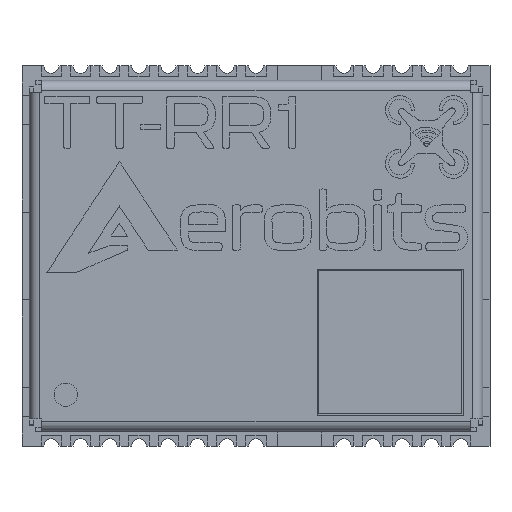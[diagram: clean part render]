
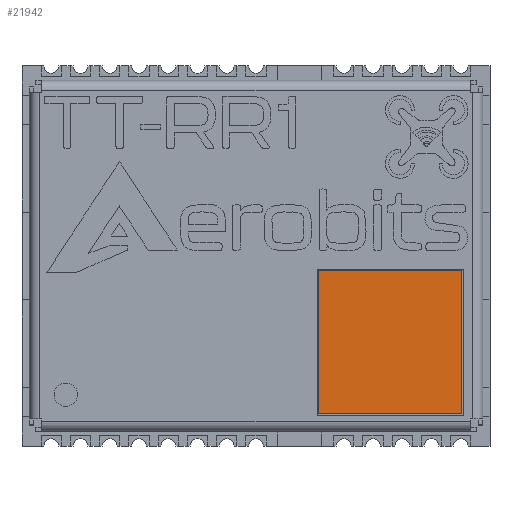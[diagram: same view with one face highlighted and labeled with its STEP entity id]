
A CAD part, top view. The second image highlights one B-rep face of the part: STEP entity #21942.
In plain terms, the highlighted face is planar.
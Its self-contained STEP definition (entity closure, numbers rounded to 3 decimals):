
#2082=FACE_OUTER_BOUND('',#3222,.T.);
#3222=EDGE_LOOP('',(#19581,#19582,#19583,#19584));
#5060=LINE('',#34098,#7637);
#5064=LINE('',#34106,#7641);
#5067=LINE('',#34112,#7644);
#5070=LINE('',#34117,#7647);
#7637=VECTOR('',#27554,10.);
#7641=VECTOR('',#27560,10.);
#7644=VECTOR('',#27565,10.);
#7647=VECTOR('',#27570,10.);
#10027=VERTEX_POINT('',#34096);
#10028=VERTEX_POINT('',#34097);
#10031=VERTEX_POINT('',#34105);
#10033=VERTEX_POINT('',#34111);
#12732=EDGE_CURVE('',#10027,#10028,#5060,.T.);
#12736=EDGE_CURVE('',#10031,#10027,#5064,.T.);
#12739=EDGE_CURVE('',#10033,#10031,#5067,.T.);
#12742=EDGE_CURVE('',#10028,#10033,#5070,.T.);
#19581=ORIENTED_EDGE('',*,*,#12732,.T.);
#19582=ORIENTED_EDGE('',*,*,#12742,.T.);
#19583=ORIENTED_EDGE('',*,*,#12739,.T.);
#19584=ORIENTED_EDGE('',*,*,#12736,.T.);
#20844=PLANE('',#23664);
#21942=ADVANCED_FACE('',(#2082),#20844,.T.);
#23664=AXIS2_PLACEMENT_3D('',#35718,#29337,#29338);
#27554=DIRECTION('',(0.,1.,0.));
#27560=DIRECTION('',(-1.,0.,0.));
#27565=DIRECTION('',(0.,-1.,0.));
#27570=DIRECTION('',(1.,0.,0.));
#29337=DIRECTION('center_axis',(0.,0.,-1.));
#29338=DIRECTION('ref_axis',(-1.,0.,0.));
#34096=CARTESIAN_POINT('',(23.305,-4.584,-0.35));
#34097=CARTESIAN_POINT('',(23.305,0.316,-0.35));
#34098=CARTESIAN_POINT('',(23.305,-7.836,-0.35));
#34105=CARTESIAN_POINT('',(28.205,-4.584,-0.35));
#34106=CARTESIAN_POINT('',(20.811,-4.584,-0.35));
#34111=CARTESIAN_POINT('',(28.205,0.316,-0.35));
#34112=CARTESIAN_POINT('',(28.205,-5.386,-0.35));
#34117=CARTESIAN_POINT('',(18.361,0.316,-0.35));
#35718=CARTESIAN_POINT('Origin',(13.417,-11.088,-0.35));
